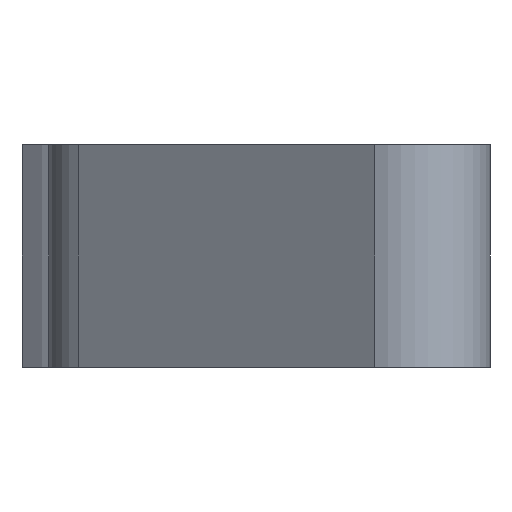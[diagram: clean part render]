
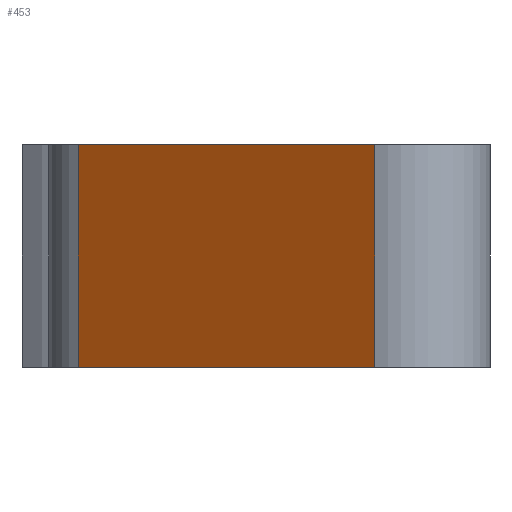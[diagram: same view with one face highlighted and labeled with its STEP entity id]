
A CAD part, left-side view. The second image highlights one B-rep face of the part: STEP entity #453.
In plain terms, the highlighted planar face has unit normal (-0.801, 0.599, 0).
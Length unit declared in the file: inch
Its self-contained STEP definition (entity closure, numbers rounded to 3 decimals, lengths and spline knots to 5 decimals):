
#51=PLANE('',#515);
#64=FACE_OUTER_BOUND('',#91,.T.);
#91=EDGE_LOOP('',(#333,#334,#335,#336));
#125=LINE('',#725,#156);
#127=LINE('',#740,#158);
#128=LINE('',#743,#159);
#129=LINE('',#744,#160);
#156=VECTOR('',#580,0.3937);
#158=VECTOR('',#596,0.3937);
#159=VECTOR('',#599,0.3937);
#160=VECTOR('',#600,0.3937);
#213=VERTEX_POINT('',#722);
#214=VERTEX_POINT('',#724);
#220=VERTEX_POINT('',#738);
#221=VERTEX_POINT('',#742);
#257=EDGE_CURVE('',#213,#214,#125,.T.);
#265=EDGE_CURVE('',#220,#213,#127,.T.);
#266=EDGE_CURVE('',#220,#221,#128,.T.);
#267=EDGE_CURVE('',#221,#214,#129,.T.);
#333=ORIENTED_EDGE('',*,*,#265,.F.);
#334=ORIENTED_EDGE('',*,*,#266,.T.);
#335=ORIENTED_EDGE('',*,*,#267,.T.);
#336=ORIENTED_EDGE('',*,*,#257,.F.);
#453=ADVANCED_FACE('',(#64),#51,.T.);
#515=AXIS2_PLACEMENT_3D('',#741,#597,#598);
#580=DIRECTION('',(-0.599,-0.801,0.));
#596=DIRECTION('',(0.,0.,1.));
#597=DIRECTION('center_axis',(-0.801,0.599,0.));
#598=DIRECTION('ref_axis',(-0.599,-0.801,0.));
#599=DIRECTION('',(-0.599,-0.801,0.));
#600=DIRECTION('',(0.,0.,1.));
#722=CARTESIAN_POINT('',(-1.50149,0.94762,0.75));
#724=CARTESIAN_POINT('',(-2.24926,-0.05325,0.75));
#725=CARTESIAN_POINT('',(-1.425,1.05,0.75));
#738=CARTESIAN_POINT('',(-1.50149,0.94762,0.));
#740=CARTESIAN_POINT('',(-1.50149,0.94762,0.));
#741=CARTESIAN_POINT('Origin',(-1.425,1.05,0.));
#742=CARTESIAN_POINT('',(-2.24926,-0.05325,0.));
#743=CARTESIAN_POINT('',(-1.425,1.05,0.));
#744=CARTESIAN_POINT('',(-2.24926,-0.05325,0.));
